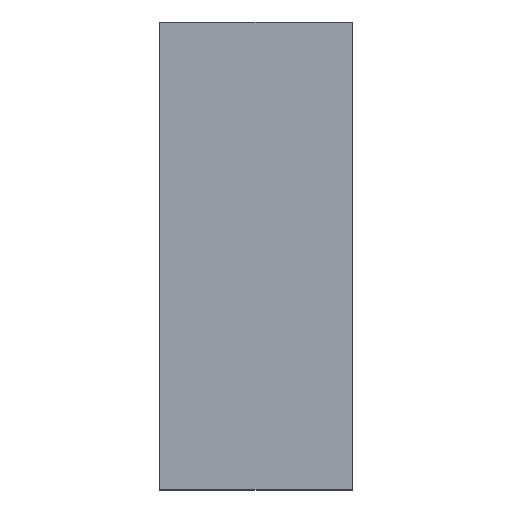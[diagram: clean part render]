
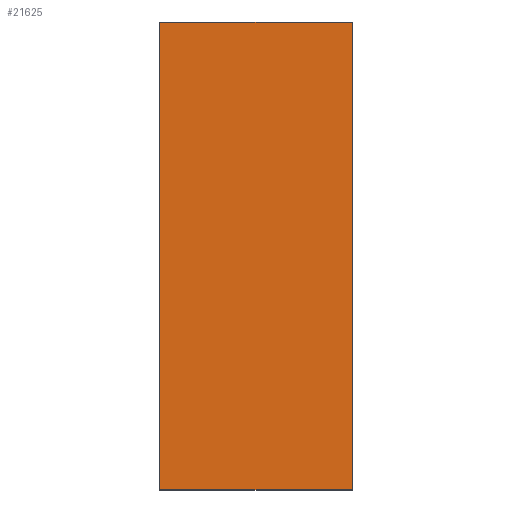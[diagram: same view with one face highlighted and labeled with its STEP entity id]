
A CAD part, top view. The second image highlights one B-rep face of the part: STEP entity #21625.
In plain terms, the highlighted planar face has unit normal (0, 0, 1).
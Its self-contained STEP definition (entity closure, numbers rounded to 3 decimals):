
#3568=PLANE('',#22333);
#4722=FACE_OUTER_BOUND('',#6015,.T.);
#6015=EDGE_LOOP('',(#20280,#20281,#20282,#20283));
#6909=LINE('',#49606,#7808);
#6911=LINE('',#49610,#7810);
#6913=LINE('',#49614,#7812);
#6915=LINE('',#49617,#7814);
#7808=VECTOR('',#24536,10.);
#7810=VECTOR('',#24540,10.);
#7812=VECTOR('',#24544,10.);
#7814=VECTOR('',#24548,10.);
#10254=VERTEX_POINT('',#49603);
#10255=VERTEX_POINT('',#49605);
#10256=VERTEX_POINT('',#49609);
#10257=VERTEX_POINT('',#49613);
#13604=EDGE_CURVE('',#10255,#10254,#6909,.T.);
#13606=EDGE_CURVE('',#10256,#10255,#6911,.T.);
#13608=EDGE_CURVE('',#10257,#10256,#6913,.T.);
#13610=EDGE_CURVE('',#10254,#10257,#6915,.T.);
#20280=ORIENTED_EDGE('',*,*,#13610,.T.);
#20281=ORIENTED_EDGE('',*,*,#13608,.T.);
#20282=ORIENTED_EDGE('',*,*,#13606,.T.);
#20283=ORIENTED_EDGE('',*,*,#13604,.T.);
#21625=ADVANCED_FACE('',(#4722),#3568,.T.);
#22333=AXIS2_PLACEMENT_3D('',#49618,#24549,#24550);
#24536=DIRECTION('',(0.,-1.,0.));
#24540=DIRECTION('',(-1.,0.,0.));
#24544=DIRECTION('',(0.,1.,0.));
#24548=DIRECTION('',(1.,0.,0.));
#24549=DIRECTION('center_axis',(0.,0.,1.));
#24550=DIRECTION('ref_axis',(1.,0.,0.));
#49603=CARTESIAN_POINT('',(-16.375,34.125,104.724));
#49605=CARTESIAN_POINT('',(-16.375,113.875,104.724));
#49606=CARTESIAN_POINT('',(-16.375,113.875,104.724));
#49609=CARTESIAN_POINT('',(16.375,113.875,104.724));
#49610=CARTESIAN_POINT('',(16.375,113.875,104.724));
#49613=CARTESIAN_POINT('',(16.375,34.125,104.724));
#49614=CARTESIAN_POINT('',(16.375,34.125,104.724));
#49617=CARTESIAN_POINT('',(-16.375,34.125,104.724));
#49618=CARTESIAN_POINT('Origin',(0.,74.,104.724));
